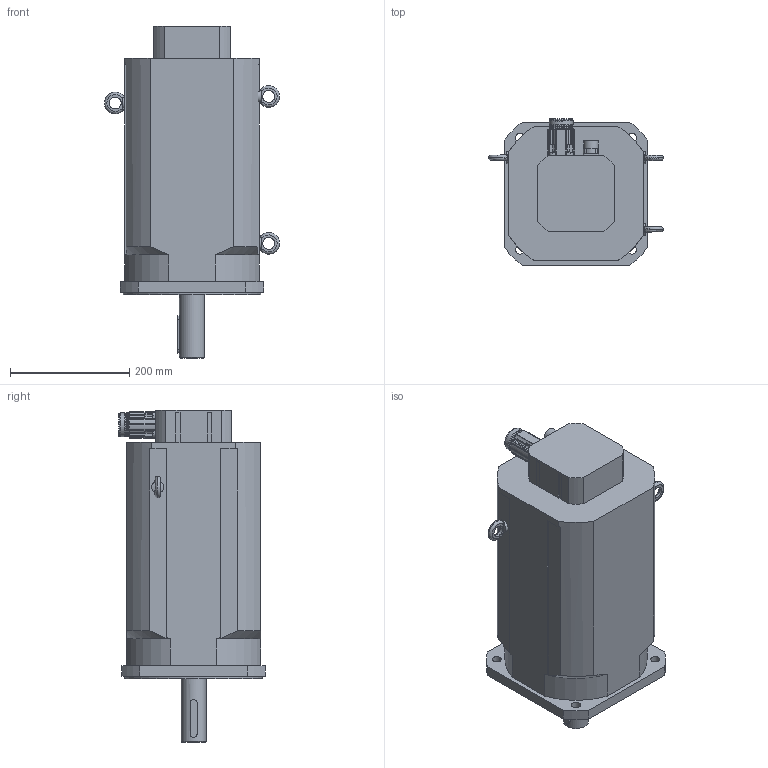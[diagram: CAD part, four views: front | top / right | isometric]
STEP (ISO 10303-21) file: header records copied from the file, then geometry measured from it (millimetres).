
FILE_DESCRIPTION((''),'2;1');
FILE_NAME('T8000 00 P Z_9300.stp','2008-08-26T08:54:14',('oslejsek'),(''),'Autodesk Inventor 10','Autodesk Inventor 10','');
FILE_SCHEMA(('AUTOMOTIVE_DESIGN { 1 0 10303 214 1 1 1 1 }'));
Length unit declared in the file: millimetre
Products named in the file (6): T8000 00 P Z_9300; T8000 00 P_9300; DIN 580  (normální závit) M8 x 13; Konektor_rovny_res; CEG; DIN 580  M8 x 13
Assembly tree (6 placements, depth 2):
  T8000 00 P Z_9300
    T8000 00 P_9300
    DIN 580  (normální závit) M8 x 13  x2
    Konektor_rovny_res
    CEG
    DIN 580  M8 x 13
Bounding box: 293 x 245.35 x 556 mm (x, y, z)
Volume: 19616150.5 mm3; surface area: 525437.4 mm2
Topology: 6 solids, 6 shells, 473 faces, 1232 edges, 808 vertices
Faces by surface type: plane 231, cylinder 170, cone 32, bspline 28, torus 12
Full cylindrical faces by diameter (mm): 2.3 x4, 2.7 x4, 3.8 x4, 4.2 x4, 5.4 x8, 6.9 x4, 7 x3, 7.2 x1, 8 x3, 8.7 x3, 20 x4, 24 x1, 33.9 x1, 34 x1, 35.1 x1, 37.2 x1, 37.5 x1, 37.8 x1, 38 x1, 40 x1, 40.3 x2, 42 x1, 45 x1, 230 x1
Entity records: 15249 total; most frequent: CARTESIAN_POINT 4385, DIRECTION 2314, ORIENTED_EDGE 2078, EDGE_CURVE 1039, AXIS2_PLACEMENT_3D 898, VERTEX_POINT 729, EDGE_LOOP 620, VECTOR 518
